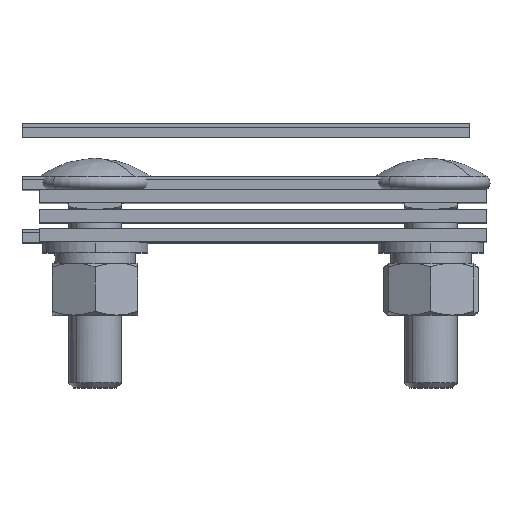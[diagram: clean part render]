
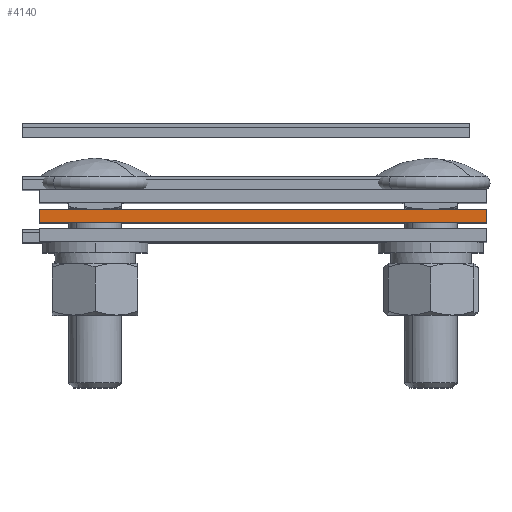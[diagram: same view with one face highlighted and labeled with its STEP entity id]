
A CAD part, top view. The second image highlights one B-rep face of the part: STEP entity #4140.
In plain terms, the highlighted planar face has unit normal (0, 0, 1).
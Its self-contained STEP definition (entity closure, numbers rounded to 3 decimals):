
#39 = ORIENTED_EDGE ( 'NONE', *, *, #5888, .F. ) ;
#123 = DIRECTION ( 'NONE',  ( 0., 0., 1. ) ) ;
#144 = LINE ( 'NONE', #5236, #581 ) ;
#263 = EDGE_CURVE ( 'NONE', #1658, #4474, #630, .T. ) ;
#267 = CARTESIAN_POINT ( 'NONE',  ( 34., 2., 34. ) ) ;
#524 = VERTEX_POINT ( 'NONE', #5208 ) ;
#581 = VECTOR ( 'NONE', #4788, 1000. ) ;
#630 = LINE ( 'NONE', #267, #2358 ) ;
#1306 = VERTEX_POINT ( 'NONE', #2587 ) ;
#1414 = ORIENTED_EDGE ( 'NONE', *, *, #3580, .F. ) ;
#1525 = FACE_OUTER_BOUND ( 'NONE', #2110, .T. ) ;
#1600 = AXIS2_PLACEMENT_3D ( 'NONE', #4724, #123, #3895 ) ;
#1658 = VERTEX_POINT ( 'NONE', #5482 ) ;
#1936 = DIRECTION ( 'NONE',  ( 0., -1., 0. ) ) ;
#1970 = ORIENTED_EDGE ( 'NONE', *, *, #3189, .F. ) ;
#2110 = EDGE_LOOP ( 'NONE', ( #3596, #1970, #39, #1414 ) ) ;
#2328 = VECTOR ( 'NONE', #4132, 1000. ) ;
#2358 = VECTOR ( 'NONE', #5365, 1000. ) ;
#2360 = LINE ( 'NONE', #4739, #2328 ) ;
#2587 = CARTESIAN_POINT ( 'NONE',  ( -34., 0., 34. ) ) ;
#3189 = EDGE_CURVE ( 'NONE', #1306, #4474, #2360, .T. ) ;
#3239 = LINE ( 'NONE', #5163, #3485 ) ;
#3485 = VECTOR ( 'NONE', #1936, 1000. ) ;
#3580 = EDGE_CURVE ( 'NONE', #1658, #524, #3239, .T. ) ;
#3596 = ORIENTED_EDGE ( 'NONE', *, *, #263, .T. ) ;
#3895 = DIRECTION ( 'NONE',  ( 1., 0., 0. ) ) ;
#4073 = CARTESIAN_POINT ( 'NONE',  ( -34., 2., 34. ) ) ;
#4132 = DIRECTION ( 'NONE',  ( 0., 1., 0. ) ) ;
#4140 = ADVANCED_FACE ( 'NONE', ( #1525 ), #5245, .T. ) ;
#4474 = VERTEX_POINT ( 'NONE', #4073 ) ;
#4724 = CARTESIAN_POINT ( 'NONE',  ( 0., 0., 34. ) ) ;
#4739 = CARTESIAN_POINT ( 'NONE',  ( -34., 0., 34. ) ) ;
#4788 = DIRECTION ( 'NONE',  ( -1., 0., 0. ) ) ;
#5163 = CARTESIAN_POINT ( 'NONE',  ( 34., 2., 34. ) ) ;
#5208 = CARTESIAN_POINT ( 'NONE',  ( 34., 0., 34. ) ) ;
#5236 = CARTESIAN_POINT ( 'NONE',  ( 34., 0., 34. ) ) ;
#5245 = PLANE ( 'NONE',  #1600 ) ;
#5365 = DIRECTION ( 'NONE',  ( -1., 0., 0. ) ) ;
#5482 = CARTESIAN_POINT ( 'NONE',  ( 34., 2., 34. ) ) ;
#5888 = EDGE_CURVE ( 'NONE', #524, #1306, #144, .T. ) ;
